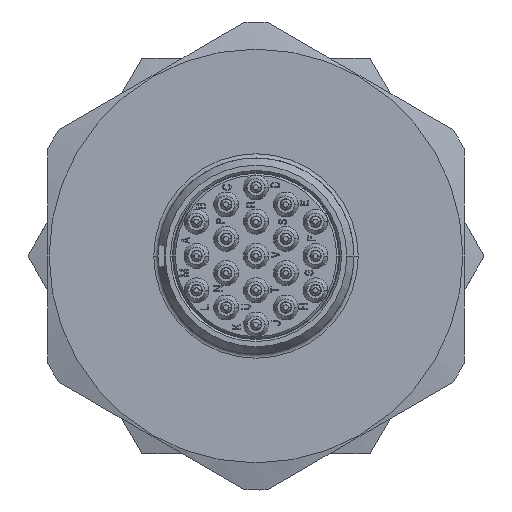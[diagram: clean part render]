
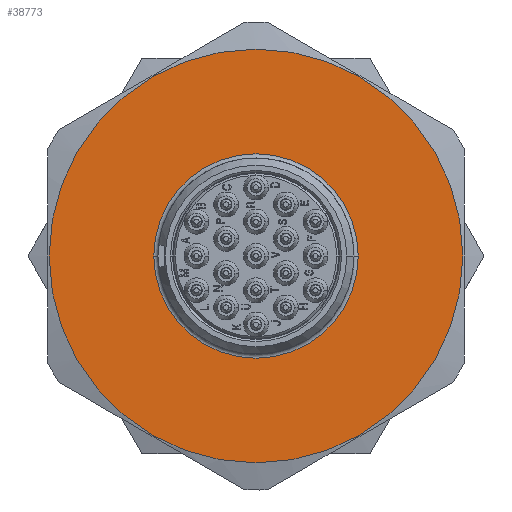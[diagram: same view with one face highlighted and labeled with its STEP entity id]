
A CAD part, left-side view. The second image highlights one B-rep face of the part: STEP entity #38773.
In plain terms, the highlighted planar face has unit normal (-1, 0, 0).
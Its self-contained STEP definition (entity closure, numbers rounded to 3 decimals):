
#3038=CARTESIAN_POINT('',(0.,22.5,-22.5));
#3039=DIRECTION('',(-1.,0.,0.));
#3040=DIRECTION('',(0.,1.,0.));
#3041=AXIS2_PLACEMENT_3D('',#3038,#3039,#3040);
#3053=CARTESIAN_POINT('',(0.,22.5,-22.5));
#3054=DIRECTION('',(-1.,0.,0.));
#3055=DIRECTION('',(0.,1.,0.));
#3056=AXIS2_PLACEMENT_3D('',#3053,#3054,#3055);
#3058=CARTESIAN_POINT('',(0.,22.5,-22.5));
#3059=DIRECTION('',(1.,0.,0.));
#3060=DIRECTION('',(0.,1.,0.));
#3061=AXIS2_PLACEMENT_3D('',#3058,#3059,#3060);
#21566=CARTESIAN_POINT('',(0.,22.5,-22.5));
#21567=DIRECTION('',(-1.,0.,0.));
#21568=DIRECTION('',(0.,-1.,0.));
#21569=AXIS2_PLACEMENT_3D('',#21566,#21567,#21568);
#27898=CARTESIAN_POINT('',(0.,42.388,-22.5));
#27899=CARTESIAN_POINT('',(0.,2.612,-22.5));
#27900=VERTEX_POINT('',#27898);
#27901=VERTEX_POINT('',#27899);
#28174=CARTESIAN_POINT('',(0.,12.675,-22.5));
#28175=CARTESIAN_POINT('',(0.,32.325,-22.5));
#28176=VERTEX_POINT('',#28174);
#28177=VERTEX_POINT('',#28175);
#38757=CARTESIAN_POINT('',(0.,22.5,-22.5));
#38758=DIRECTION('',(1.,0.,0.));
#38759=DIRECTION('',(0.,-1.,0.));
#38760=AXIS2_PLACEMENT_3D('',#38757,#38758,#38759);
#38761=PLANE('265',#38760);
#38763=ORIENTED_EDGE('2414',*,*,#38762,.F.);
#38765=ORIENTED_EDGE('2408',*,*,#38764,.T.);
#38766=EDGE_LOOP('265',(#38763,#38765));
#38767=FACE_OUTER_BOUND('265',#38766,.F.);
#38769=ORIENTED_EDGE('2667',*,*,#38768,.T.);
#38770=ORIENTED_EDGE('2669',*,*,#38740,.T.);
#38771=EDGE_LOOP('265',(#38769,#38770));
#38772=FACE_BOUND('265',#38771,.F.);
#3042=CIRCLE('2669',#3041,9.825);
#3057=CIRCLE('2414',#3056,19.888);
#3062=CIRCLE('2408',#3061,19.888);
#21570=CIRCLE('2667',#21569,9.825);
#38740=EDGE_CURVE('2669',#28177,#28176,#3042,.T.);
#38762=EDGE_CURVE('2414',#27900,#27901,#3057,.T.);
#38764=EDGE_CURVE('2408',#27900,#27901,#3062,.T.);
#38768=EDGE_CURVE('2667',#28176,#28177,#21570,.T.);
#38773=ADVANCED_FACE('265',(#38767,#38772),#38761,.F.);
